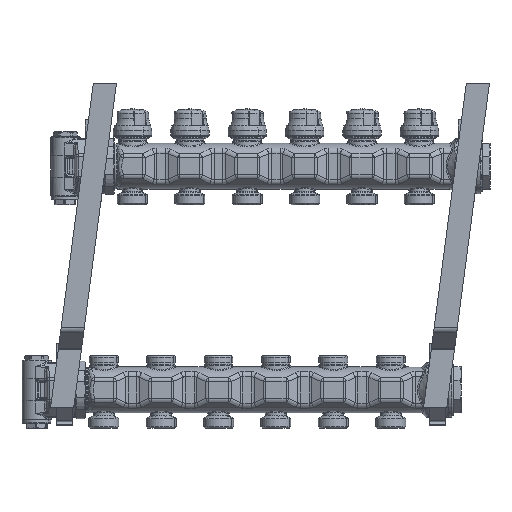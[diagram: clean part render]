
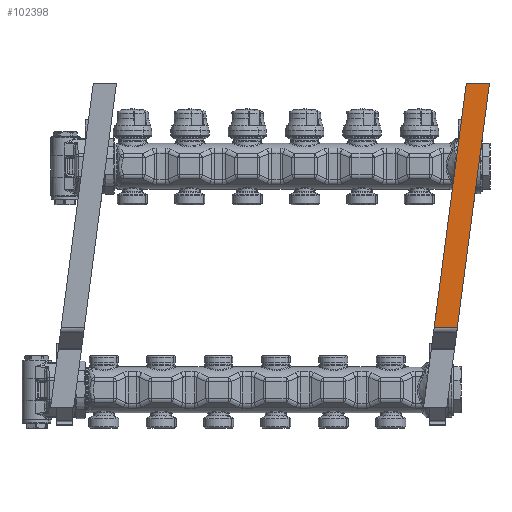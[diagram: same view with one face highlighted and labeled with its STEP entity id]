
A CAD part, left-side view. The second image highlights one B-rep face of the part: STEP entity #102398.
In plain terms, the highlighted planar face has unit normal (-1, 0, 0).
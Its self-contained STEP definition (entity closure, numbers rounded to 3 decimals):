
#102337=CARTESIAN_POINT('Vertex',(-30.,-40.844,72.098)) ;
#102342=CARTESIAN_POINT('Line Origine',(-30.,-50.93,72.098)) ;
#102346=CARTESIAN_POINT('Vertex',(-30.,-61.016,72.098)) ;
#102368=CARTESIAN_POINT('Axis2P3D Location',(-30.,-40.844,72.098)) ;
#102373=CARTESIAN_POINT('Line Origine',(-30.,-47.018,-34.227)) ;
#102377=CARTESIAN_POINT('Vertex',(-30.,-33.02,-140.552)) ;
#102380=CARTESIAN_POINT('Line Origine',(-30.,-26.846,-34.227)) ;
#102384=CARTESIAN_POINT('Vertex',(-30.,-12.848,-140.552)) ;
#102387=CARTESIAN_POINT('Line Origine',(-30.,-22.934,-140.552)) ;
#102344=VECTOR('Line Direction',#102343,1.) ;
#102375=VECTOR('Line Direction',#102374,1.) ;
#102382=VECTOR('Line Direction',#102381,1.) ;
#102389=VECTOR('Line Direction',#102388,1.) ;
#102343=DIRECTION('Vector Direction',(0.,-1.,0.)) ;
#102369=DIRECTION('Axis2P3D Direction',(1.,0.,0.)) ;
#102370=DIRECTION('Axis2P3D XDirection',(0.,-0.991,-0.131)) ;
#102374=DIRECTION('Vector Direction',(0.,-0.131,0.991)) ;
#102381=DIRECTION('Vector Direction',(0.,0.131,-0.991)) ;
#102388=DIRECTION('Vector Direction',(0.,-1.,0.)) ;
#102371=AXIS2_PLACEMENT_3D('Plane Axis2P3D',#102368,#102369,#102370) ;
#102345=LINE('Line',#102342,#102344) ;
#102376=LINE('Line',#102373,#102375) ;
#102383=LINE('Line',#102380,#102382) ;
#102390=LINE('Line',#102387,#102389) ;
#102372=PLANE('',#102371) ;
#102348=EDGE_CURVE('',#102338,#102347,#102345,.T.) ;
#102379=EDGE_CURVE('',#102378,#102347,#102376,.T.) ;
#102386=EDGE_CURVE('',#102338,#102385,#102383,.T.) ;
#102391=EDGE_CURVE('',#102385,#102378,#102390,.T.) ;
#102393=ORIENTED_EDGE('',*,*,#102379,.T.) ;
#102394=ORIENTED_EDGE('',*,*,#102348,.F.) ;
#102395=ORIENTED_EDGE('',*,*,#102386,.T.) ;
#102396=ORIENTED_EDGE('',*,*,#102391,.T.) ;
#102392=EDGE_LOOP('',(#102393,#102394,#102395,#102396)) ;
#102338=VERTEX_POINT('',#102337) ;
#102347=VERTEX_POINT('',#102346) ;
#102378=VERTEX_POINT('',#102377) ;
#102385=VERTEX_POINT('',#102384) ;
#102398=ADVANCED_FACE('PartBody',(#102397),#102372,.F.) ;
#102397=FACE_OUTER_BOUND('',#102392,.T.) ;
